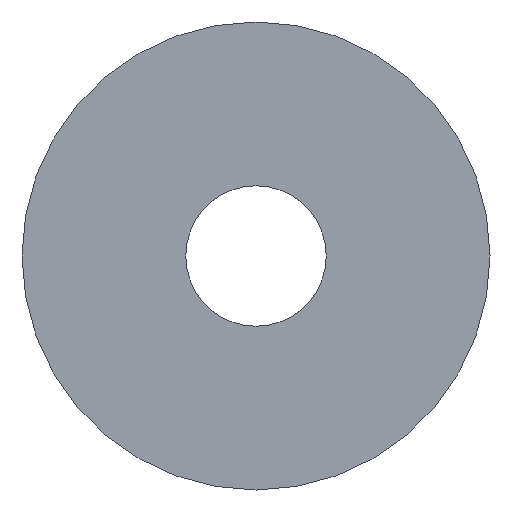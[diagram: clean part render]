
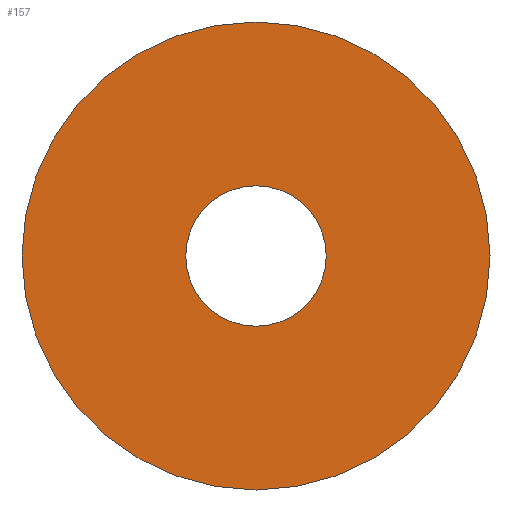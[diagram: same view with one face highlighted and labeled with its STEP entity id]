
A CAD part, front view. The second image highlights one B-rep face of the part: STEP entity #157.
In plain terms, the highlighted planar face has unit normal (0, -1, 0).
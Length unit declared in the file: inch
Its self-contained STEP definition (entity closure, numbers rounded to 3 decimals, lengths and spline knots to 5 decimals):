
#3 = DIRECTION ( 'NONE',  ( 0., 0., 1. ) ) ;
#6 = VERTEX_POINT ( 'NONE', #182 ) ;
#14 = CARTESIAN_POINT ( 'NONE',  ( 0., 0., 0.375 ) ) ;
#19 = CIRCLE ( 'NONE', #197, 0.375 ) ;
#20 = EDGE_CURVE ( 'NONE', #122, #6, #116, .T. ) ;
#21 = DIRECTION ( 'NONE',  ( 0., 1., 0. ) ) ;
#30 = DIRECTION ( 'NONE',  ( 0., 0., 1. ) ) ;
#35 = DIRECTION ( 'NONE',  ( 0., 1., 0. ) ) ;
#43 = CARTESIAN_POINT ( 'NONE',  ( 0., 0., 0. ) ) ;
#45 = EDGE_LOOP ( 'NONE', ( #177, #166 ) ) ;
#47 = CIRCLE ( 'NONE', #74, 1.25 ) ;
#50 = VERTEX_POINT ( 'NONE', #167 ) ;
#54 = CARTESIAN_POINT ( 'NONE',  ( 0., 0., 0. ) ) ;
#56 = CIRCLE ( 'NONE', #184, 0.375 ) ;
#58 = ORIENTED_EDGE ( 'NONE', *, *, #20, .F. ) ;
#71 = DIRECTION ( 'NONE',  ( 0., 1., 0. ) ) ;
#74 = AXIS2_PLACEMENT_3D ( 'NONE', #54, #81, #3 ) ;
#75 = AXIS2_PLACEMENT_3D ( 'NONE', #149, #21, #195 ) ;
#81 = DIRECTION ( 'NONE',  ( 0., 1., 0. ) ) ;
#90 = EDGE_CURVE ( 'NONE', #202, #50, #56, .T. ) ;
#94 = DIRECTION ( 'NONE',  ( 0., 1., 0. ) ) ;
#102 = EDGE_LOOP ( 'NONE', ( #105, #58 ) ) ;
#105 = ORIENTED_EDGE ( 'NONE', *, *, #175, .F. ) ;
#116 = CIRCLE ( 'NONE', #75, 1.25 ) ;
#119 = FACE_BOUND ( 'NONE', #45, .T. ) ;
#122 = VERTEX_POINT ( 'NONE', #180 ) ;
#130 = FACE_OUTER_BOUND ( 'NONE', #102, .T. ) ;
#141 = EDGE_CURVE ( 'NONE', #50, #202, #19, .T. ) ;
#149 = CARTESIAN_POINT ( 'NONE',  ( 0., 0., 0. ) ) ;
#157 = ADVANCED_FACE ( 'NONE', ( #130, #119 ), #169, .F. ) ;
#166 = ORIENTED_EDGE ( 'NONE', *, *, #90, .T. ) ;
#167 = CARTESIAN_POINT ( 'NONE',  ( 0., 0., -0.375 ) ) ;
#169 = PLANE ( 'NONE',  #209 ) ;
#175 = EDGE_CURVE ( 'NONE', #6, #122, #47, .T. ) ;
#177 = ORIENTED_EDGE ( 'NONE', *, *, #141, .T. ) ;
#180 = CARTESIAN_POINT ( 'NONE',  ( 0., 0., 1.25 ) ) ;
#182 = CARTESIAN_POINT ( 'NONE',  ( 0., 0., -1.25 ) ) ;
#183 = DIRECTION ( 'NONE',  ( 0., 0., 1. ) ) ;
#184 = AXIS2_PLACEMENT_3D ( 'NONE', #203, #35, #183 ) ;
#186 = DIRECTION ( 'NONE',  ( 0., 0., 1. ) ) ;
#191 = CARTESIAN_POINT ( 'NONE',  ( 0., 0., 0. ) ) ;
#195 = DIRECTION ( 'NONE',  ( 0., 0., 1. ) ) ;
#197 = AXIS2_PLACEMENT_3D ( 'NONE', #43, #71, #186 ) ;
#202 = VERTEX_POINT ( 'NONE', #14 ) ;
#203 = CARTESIAN_POINT ( 'NONE',  ( 0., 0., 0. ) ) ;
#209 = AXIS2_PLACEMENT_3D ( 'NONE', #191, #94, #30 ) ;
